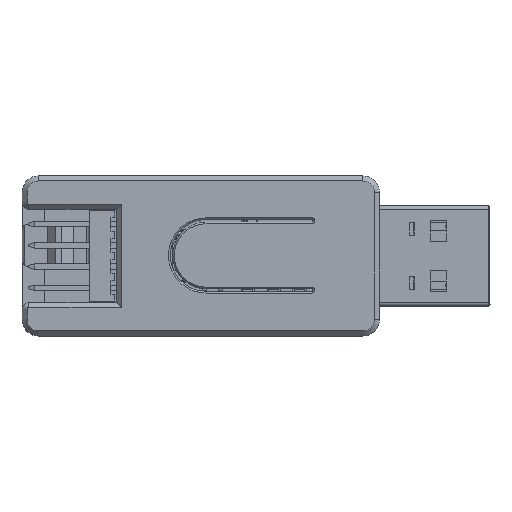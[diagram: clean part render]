
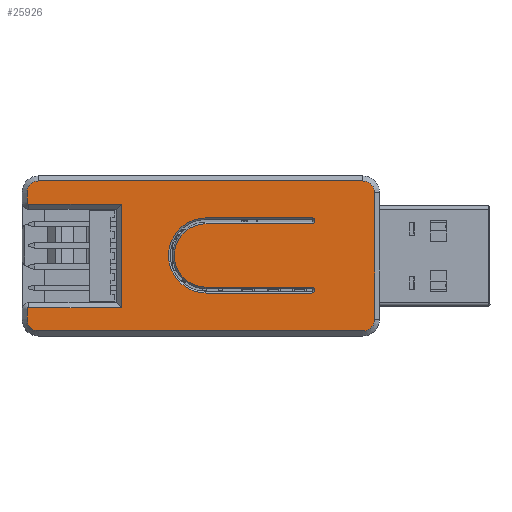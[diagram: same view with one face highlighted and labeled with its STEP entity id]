
A CAD part, top view. The second image highlights one B-rep face of the part: STEP entity #25926.
In plain terms, the highlighted planar face has unit normal (0, 0, 1).
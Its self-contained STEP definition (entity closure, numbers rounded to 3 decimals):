
#1405=FACE_BOUND('',#4176,.T.);
#1492=CIRCLE('',#27887,3.8);
#1495=CIRCLE('',#27892,0.35);
#1496=CIRCLE('',#27895,4.5);
#1499=CIRCLE('',#27900,0.35);
#1502=CIRCLE('',#27909,0.2);
#1503=CIRCLE('',#27910,1.4);
#1504=CIRCLE('',#27911,1.4);
#1505=CIRCLE('',#27912,1.4);
#1506=CIRCLE('',#27913,1.4);
#1507=CIRCLE('',#27914,0.2);
#2637=FACE_OUTER_BOUND('',#4175,.T.);
#4175=EDGE_LOOP('',(#17902,#17903,#17904,#17905,#17906,#17907,#17908,#17909,
#17910,#17911,#17912,#17913,#17914,#17915));
#4176=EDGE_LOOP('',(#17916,#17917,#17918,#17919,#17920,#17921,#17922,#17923));
#5863=LINE('',#38345,#8736);
#5867=LINE('',#38357,#8740);
#5871=LINE('',#38369,#8744);
#5874=LINE('',#38378,#8747);
#5883=LINE('',#38401,#8756);
#5884=LINE('',#38403,#8757);
#5885=LINE('',#38407,#8758);
#5886=LINE('',#38411,#8759);
#5887=LINE('',#38415,#8760);
#5888=LINE('',#38419,#8761);
#5889=LINE('',#38423,#8762);
#5890=LINE('',#38426,#8763);
#8736=VECTOR('',#30627,10.);
#8740=VECTOR('',#30639,10.);
#8744=VECTOR('',#30651,10.);
#8747=VECTOR('',#30662,10.);
#8756=VECTOR('',#30685,10.);
#8757=VECTOR('',#30686,10.);
#8758=VECTOR('',#30689,10.);
#8759=VECTOR('',#30692,10.);
#8760=VECTOR('',#30695,10.);
#8761=VECTOR('',#30698,10.);
#8762=VECTOR('',#30701,10.);
#8763=VECTOR('',#30704,10.);
#11544=VERTEX_POINT('',#38334);
#11545=VERTEX_POINT('',#38336);
#11548=VERTEX_POINT('',#38343);
#11550=VERTEX_POINT('',#38350);
#11552=VERTEX_POINT('',#38355);
#11554=VERTEX_POINT('',#38361);
#11556=VERTEX_POINT('',#38367);
#11558=VERTEX_POINT('',#38374);
#11564=VERTEX_POINT('',#38399);
#11565=VERTEX_POINT('',#38400);
#11566=VERTEX_POINT('',#38402);
#11567=VERTEX_POINT('',#38404);
#11568=VERTEX_POINT('',#38406);
#11569=VERTEX_POINT('',#38408);
#11570=VERTEX_POINT('',#38410);
#11571=VERTEX_POINT('',#38412);
#11572=VERTEX_POINT('',#38414);
#11573=VERTEX_POINT('',#38416);
#11574=VERTEX_POINT('',#38418);
#11575=VERTEX_POINT('',#38420);
#11576=VERTEX_POINT('',#38422);
#11577=VERTEX_POINT('',#38424);
#13931=EDGE_CURVE('',#11544,#11545,#1492,.T.);
#13935=EDGE_CURVE('',#11548,#11544,#5863,.T.);
#13939=EDGE_CURVE('',#11550,#11548,#1495,.T.);
#13941=EDGE_CURVE('',#11552,#11550,#5867,.T.);
#13944=EDGE_CURVE('',#11554,#11552,#1496,.T.);
#13947=EDGE_CURVE('',#11556,#11554,#5871,.T.);
#13951=EDGE_CURVE('',#11558,#11556,#1499,.T.);
#13952=EDGE_CURVE('',#11545,#11558,#5874,.T.);
#13963=EDGE_CURVE('',#11564,#11565,#5883,.T.);
#13964=EDGE_CURVE('',#11566,#11564,#5884,.T.);
#13965=EDGE_CURVE('',#11567,#11566,#1502,.T.);
#13966=EDGE_CURVE('',#11568,#11567,#5885,.T.);
#13967=EDGE_CURVE('',#11569,#11568,#1503,.T.);
#13968=EDGE_CURVE('',#11570,#11569,#5886,.T.);
#13969=EDGE_CURVE('',#11571,#11570,#1504,.T.);
#13970=EDGE_CURVE('',#11572,#11571,#5887,.T.);
#13971=EDGE_CURVE('',#11573,#11572,#1505,.T.);
#13972=EDGE_CURVE('',#11574,#11573,#5888,.T.);
#13973=EDGE_CURVE('',#11575,#11574,#1506,.T.);
#13974=EDGE_CURVE('',#11576,#11575,#5889,.T.);
#13975=EDGE_CURVE('',#11577,#11576,#1507,.T.);
#13976=EDGE_CURVE('',#11565,#11577,#5890,.T.);
#17902=ORIENTED_EDGE('',*,*,#13963,.F.);
#17903=ORIENTED_EDGE('',*,*,#13964,.F.);
#17904=ORIENTED_EDGE('',*,*,#13965,.F.);
#17905=ORIENTED_EDGE('',*,*,#13966,.F.);
#17906=ORIENTED_EDGE('',*,*,#13967,.F.);
#17907=ORIENTED_EDGE('',*,*,#13968,.F.);
#17908=ORIENTED_EDGE('',*,*,#13969,.F.);
#17909=ORIENTED_EDGE('',*,*,#13970,.F.);
#17910=ORIENTED_EDGE('',*,*,#13971,.F.);
#17911=ORIENTED_EDGE('',*,*,#13972,.F.);
#17912=ORIENTED_EDGE('',*,*,#13973,.F.);
#17913=ORIENTED_EDGE('',*,*,#13974,.F.);
#17914=ORIENTED_EDGE('',*,*,#13975,.F.);
#17915=ORIENTED_EDGE('',*,*,#13976,.F.);
#17916=ORIENTED_EDGE('',*,*,#13931,.F.);
#17917=ORIENTED_EDGE('',*,*,#13935,.F.);
#17918=ORIENTED_EDGE('',*,*,#13939,.F.);
#17919=ORIENTED_EDGE('',*,*,#13941,.F.);
#17920=ORIENTED_EDGE('',*,*,#13944,.F.);
#17921=ORIENTED_EDGE('',*,*,#13947,.F.);
#17922=ORIENTED_EDGE('',*,*,#13951,.F.);
#17923=ORIENTED_EDGE('',*,*,#13952,.F.);
#24860=PLANE('',#27908);
#25926=ADVANCED_FACE('',(#2637,#1405),#24860,.T.);
#27887=AXIS2_PLACEMENT_3D('',#38337,#30619,#30620);
#27892=AXIS2_PLACEMENT_3D('',#38352,#30634,#30635);
#27895=AXIS2_PLACEMENT_3D('',#38363,#30644,#30645);
#27900=AXIS2_PLACEMENT_3D('',#38376,#30658,#30659);
#27908=AXIS2_PLACEMENT_3D('',#38398,#30683,#30684);
#27909=AXIS2_PLACEMENT_3D('',#38405,#30687,#30688);
#27910=AXIS2_PLACEMENT_3D('',#38409,#30690,#30691);
#27911=AXIS2_PLACEMENT_3D('',#38413,#30693,#30694);
#27912=AXIS2_PLACEMENT_3D('',#38417,#30696,#30697);
#27913=AXIS2_PLACEMENT_3D('',#38421,#30699,#30700);
#27914=AXIS2_PLACEMENT_3D('',#38425,#30702,#30703);
#30619=DIRECTION('center_axis',(0.,0.,-1.));
#30620=DIRECTION('ref_axis',(0.,1.,0.));
#30627=DIRECTION('',(-1.,0.,0.));
#30634=DIRECTION('center_axis',(0.,0.,1.));
#30635=DIRECTION('ref_axis',(0.707,0.707,0.));
#30639=DIRECTION('',(1.,0.,0.));
#30644=DIRECTION('center_axis',(0.,0.,1.));
#30645=DIRECTION('ref_axis',(0.,1.,0.));
#30651=DIRECTION('',(-1.,0.,0.));
#30658=DIRECTION('center_axis',(0.,0.,1.));
#30659=DIRECTION('ref_axis',(0.707,0.707,0.));
#30662=DIRECTION('',(1.,0.,0.));
#30683=DIRECTION('center_axis',(0.,0.,1.));
#30684=DIRECTION('ref_axis',(1.,0.,0.));
#30685=DIRECTION('',(0.,1.,0.));
#30686=DIRECTION('',(1.,0.,0.));
#30687=DIRECTION('center_axis',(0.,0.,-1.));
#30688=DIRECTION('ref_axis',(-0.707,0.707,0.));
#30689=DIRECTION('',(0.,1.,0.));
#30690=DIRECTION('center_axis',(0.,0.,-1.));
#30691=DIRECTION('ref_axis',(-1.,0.,0.));
#30692=DIRECTION('',(-1.,0.,0.));
#30693=DIRECTION('center_axis',(0.,0.,-1.));
#30694=DIRECTION('ref_axis',(0.,-1.,0.));
#30695=DIRECTION('',(0.,-1.,0.));
#30696=DIRECTION('center_axis',(0.,0.,-1.));
#30697=DIRECTION('ref_axis',(1.,0.,0.));
#30698=DIRECTION('',(1.,0.,0.));
#30699=DIRECTION('center_axis',(0.,0.,-1.));
#30700=DIRECTION('ref_axis',(0.,1.,0.));
#30701=DIRECTION('',(0.,1.,0.));
#30702=DIRECTION('center_axis',(0.,0.,-1.));
#30703=DIRECTION('ref_axis',(-0.707,-0.707,0.));
#30704=DIRECTION('',(-1.,0.,0.));
#38334=CARTESIAN_POINT('',(19.3,3.756,6.5));
#38336=CARTESIAN_POINT('',(19.3,11.356,6.5));
#38337=CARTESIAN_POINT('Origin',(19.3,7.556,6.5));
#38343=CARTESIAN_POINT('',(31.962,3.756,6.5));
#38345=CARTESIAN_POINT('',(18.983,3.756,6.5));
#38350=CARTESIAN_POINT('',(31.962,3.056,6.5));
#38352=CARTESIAN_POINT('Origin',(31.962,3.406,6.5));
#38355=CARTESIAN_POINT('',(19.3,3.056,6.5));
#38357=CARTESIAN_POINT('',(25.389,3.056,6.5));
#38361=CARTESIAN_POINT('',(19.3,12.056,6.5));
#38363=CARTESIAN_POINT('Origin',(19.3,7.556,6.5));
#38367=CARTESIAN_POINT('',(31.962,12.056,6.5));
#38369=CARTESIAN_POINT('',(18.983,12.056,6.5));
#38374=CARTESIAN_POINT('',(31.962,11.356,6.5));
#38376=CARTESIAN_POINT('Origin',(31.962,11.706,6.5));
#38378=CARTESIAN_POINT('',(25.389,11.356,6.5));
#38398=CARTESIAN_POINT('Origin',(18.666,7.5,6.5));
#38399=CARTESIAN_POINT('',(9.156,1.296,6.5));
#38400=CARTESIAN_POINT('',(9.156,13.704,6.5));
#38401=CARTESIAN_POINT('',(9.156,10.302,6.5));
#38402=CARTESIAN_POINT('',(-1.947,1.296,6.5));
#38403=CARTESIAN_POINT('',(13.611,1.296,6.5));
#38404=CARTESIAN_POINT('',(-2.147,1.096,6.5));
#38405=CARTESIAN_POINT('Origin',(-1.947,1.096,6.5));
#38406=CARTESIAN_POINT('',(-2.147,-0.08,6.5));
#38407=CARTESIAN_POINT('',(-2.147,4.698,6.5));
#38408=CARTESIAN_POINT('',(-0.747,-1.48,6.5));
#38409=CARTESIAN_POINT('Origin',(-0.747,-0.08,
6.5));
#38410=CARTESIAN_POINT('',(38.08,-1.48,6.5));
#38411=CARTESIAN_POINT('',(8.96,-1.48,6.5));
#38412=CARTESIAN_POINT('',(39.48,-0.08,6.5));
#38413=CARTESIAN_POINT('Origin',(38.08,-0.08,6.5));
#38414=CARTESIAN_POINT('',(39.48,15.08,6.5));
#38415=CARTESIAN_POINT('',(39.48,3.71,6.5));
#38416=CARTESIAN_POINT('',(38.08,16.48,6.5));
#38417=CARTESIAN_POINT('Origin',(38.08,15.08,6.5));
#38418=CARTESIAN_POINT('',(-0.747,16.48,6.5));
#38419=CARTESIAN_POINT('',(28.373,16.48,6.5));
#38420=CARTESIAN_POINT('',(-2.147,15.08,6.5));
#38421=CARTESIAN_POINT('Origin',(-0.747,15.08,6.5));
#38422=CARTESIAN_POINT('',(-2.147,13.904,6.5));
#38423=CARTESIAN_POINT('',(-2.147,11.29,6.5));
#38424=CARTESIAN_POINT('',(-1.947,13.704,6.5));
#38425=CARTESIAN_POINT('Origin',(-1.947,13.904,6.5));
#38426=CARTESIAN_POINT('',(7.96,13.704,6.5));
